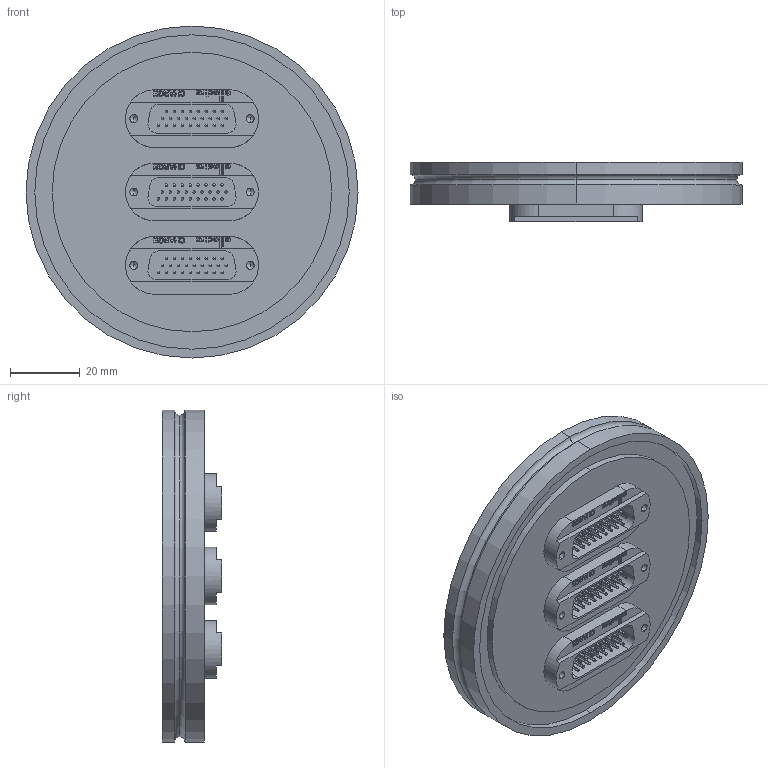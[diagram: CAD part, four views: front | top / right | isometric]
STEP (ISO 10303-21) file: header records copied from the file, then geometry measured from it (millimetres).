
FILE_DESCRIPTION (( 'STEP AP214' ), '1' );
FILE_NAME ('210-HD26-ISO63-3.step', '2025-02-17T20:31:25', ( '' ), ( '' ), 'SwSTEP 2.0', 'SolidWorks 2022', '' );
FILE_SCHEMA (( 'AUTOMOTIVE_DESIGN' ));
Length unit declared in the file: millimetre
Products named in the file (5): 9218-HDX-SS_26pol.0,7 mm Logo; 210-HD26-ISO63-3; 9210-PIN-FENI-0.7_vergoldet; 9210-D15-ISO63-5_DN063 ISO-K; 218-HDX-SS_218-HD26-SS
Assembly tree (31 placements, depth 3):
  210-HD26-ISO63-3
    9210-D15-ISO63-5_DN063 ISO-K
    218-HDX-SS_218-HD26-SS  x3
      9218-HDX-SS_26pol.0,7 mm Logo
      9210-PIN-FENI-0.7_vergoldet
Bounding box: 95 x 17 x 95 mm (x, y, z)
Volume: 76984.1 mm3; surface area: 35167.5 mm2
Topology: 82 solids, 82 shells, 1237 faces, 3435 edges, 2264 vertices
Faces by surface type: cylinder 528, plane 438, sphere 156, bspline 81, cone 24, torus 10
Entity records: 12575 total; most frequent: CARTESIAN_POINT 3608, DIRECTION 1803, ORIENTED_EDGE 1766, EDGE_CURVE 883, AXIS2_PLACEMENT_3D 631, VERTEX_POINT 584, VECTOR 541, LINE 541
